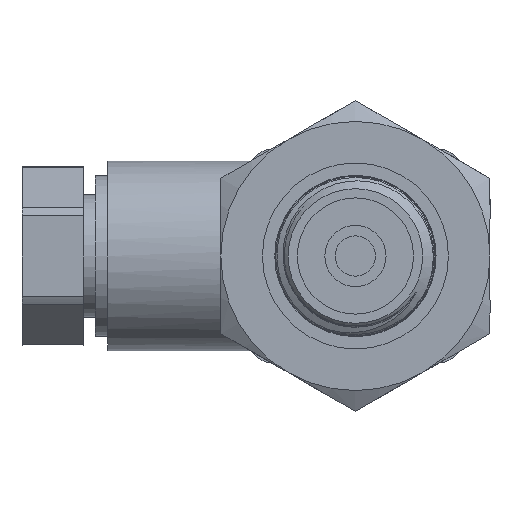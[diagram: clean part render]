
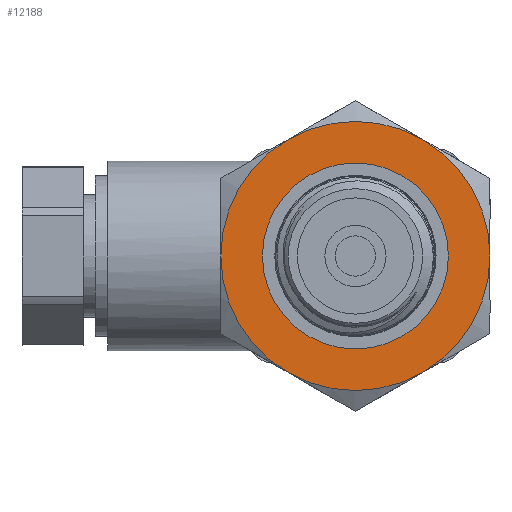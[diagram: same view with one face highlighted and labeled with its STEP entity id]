
A CAD part, left-side view. The second image highlights one B-rep face of the part: STEP entity #12188.
In plain terms, the highlighted planar face has unit normal (-1, 0, 0).
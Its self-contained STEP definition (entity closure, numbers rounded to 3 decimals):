
#441=PLANE('',#12734);
#637=FACE_BOUND('',#1729,.T.);
#998=FACE_OUTER_BOUND('',#1728,.T.);
#1728=EDGE_LOOP('',(#9669,#9670,#9671,#9672,#9673,#9674));
#1729=EDGE_LOOP('',(#9675));
#2172=CIRCLE('',#12694,11.);
#2173=CIRCLE('',#12696,11.);
#2174=CIRCLE('',#12698,11.);
#2175=CIRCLE('',#12700,11.);
#2176=CIRCLE('',#12702,11.);
#2177=CIRCLE('',#12704,11.);
#2189=CIRCLE('',#12733,7.6);
#5368=VERTEX_POINT('',#23357);
#5369=VERTEX_POINT('',#23361);
#5371=VERTEX_POINT('',#23368);
#5373=VERTEX_POINT('',#23378);
#5375=VERTEX_POINT('',#23391);
#5377=VERTEX_POINT('',#23401);
#5402=VERTEX_POINT('',#26485);
#6879=EDGE_CURVE('',#5368,#5369,#2172,.T.);
#6882=EDGE_CURVE('',#5371,#5368,#2173,.T.);
#6885=EDGE_CURVE('',#5373,#5371,#2174,.T.);
#6887=EDGE_CURVE('',#5375,#5373,#2175,.T.);
#6890=EDGE_CURVE('',#5377,#5375,#2176,.T.);
#6893=EDGE_CURVE('',#5369,#5377,#2177,.T.);
#6939=EDGE_CURVE('',#5402,#5402,#2189,.T.);
#9669=ORIENTED_EDGE('',*,*,#6893,.T.);
#9670=ORIENTED_EDGE('',*,*,#6890,.T.);
#9671=ORIENTED_EDGE('',*,*,#6887,.T.);
#9672=ORIENTED_EDGE('',*,*,#6885,.T.);
#9673=ORIENTED_EDGE('',*,*,#6882,.T.);
#9674=ORIENTED_EDGE('',*,*,#6879,.T.);
#9675=ORIENTED_EDGE('',*,*,#6939,.T.);
#12188=ADVANCED_FACE('',(#998,#637),#441,.T.);
#12694=AXIS2_PLACEMENT_3D('',#23365,#13628,#13629);
#12696=AXIS2_PLACEMENT_3D('',#23375,#13632,#13633);
#12698=AXIS2_PLACEMENT_3D('',#23385,#13636,#13637);
#12700=AXIS2_PLACEMENT_3D('',#23392,#13640,#13641);
#12702=AXIS2_PLACEMENT_3D('',#23402,#13644,#13645);
#12704=AXIS2_PLACEMENT_3D('',#23411,#13648,#13649);
#12733=AXIS2_PLACEMENT_3D('',#26486,#13713,#13714);
#12734=AXIS2_PLACEMENT_3D('',#26488,#13716,#13717);
#13628=DIRECTION('center_axis',(-1.,0.,0.));
#13629=DIRECTION('ref_axis',(0.,1.,0.));
#13632=DIRECTION('center_axis',(-1.,0.,0.));
#13633=DIRECTION('ref_axis',(0.,1.,0.));
#13636=DIRECTION('center_axis',(-1.,0.,0.));
#13637=DIRECTION('ref_axis',(0.,1.,0.));
#13640=DIRECTION('center_axis',(-1.,0.,0.));
#13641=DIRECTION('ref_axis',(0.,1.,0.));
#13644=DIRECTION('center_axis',(-1.,0.,0.));
#13645=DIRECTION('ref_axis',(0.,1.,0.));
#13648=DIRECTION('center_axis',(-1.,0.,0.));
#13649=DIRECTION('ref_axis',(0.,1.,0.));
#13713=DIRECTION('center_axis',(1.,0.,0.));
#13714=DIRECTION('ref_axis',(0.,0.,-1.));
#13716=DIRECTION('center_axis',(-1.,0.,0.));
#13717=DIRECTION('ref_axis',(0.,0.,1.));
#23357=CARTESIAN_POINT('',(-29.7,-11.,0.));
#23361=CARTESIAN_POINT('',(-29.7,-5.5,9.526));
#23365=CARTESIAN_POINT('Origin',(-29.7,0.,
0.));
#23368=CARTESIAN_POINT('',(-29.7,-5.5,-9.526));
#23375=CARTESIAN_POINT('Origin',(-29.7,0.,
0.));
#23378=CARTESIAN_POINT('',(-29.7,5.5,-9.526));
#23385=CARTESIAN_POINT('Origin',(-29.7,0.,
0.));
#23391=CARTESIAN_POINT('',(-29.7,11.,0.));
#23392=CARTESIAN_POINT('Origin',(-29.7,0.,
0.));
#23401=CARTESIAN_POINT('',(-29.7,5.5,9.526));
#23402=CARTESIAN_POINT('Origin',(-29.7,0.,
0.));
#23411=CARTESIAN_POINT('Origin',(-29.7,0.,
0.));
#26485=CARTESIAN_POINT('',(-29.7,-7.6,0.));
#26486=CARTESIAN_POINT('Origin',(-29.7,0.,
0.));
#26488=CARTESIAN_POINT('Origin',(-29.7,11.,0.));
